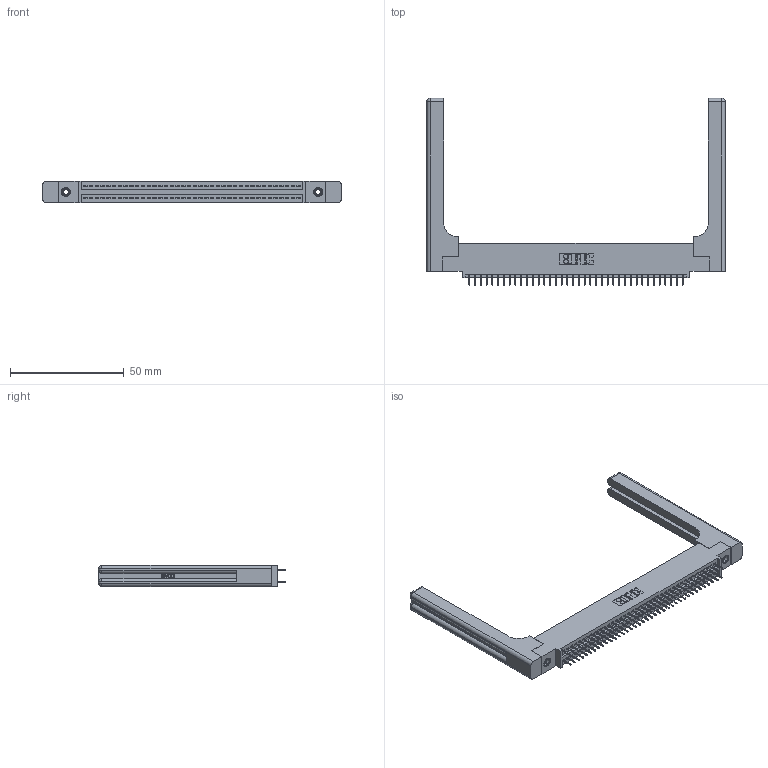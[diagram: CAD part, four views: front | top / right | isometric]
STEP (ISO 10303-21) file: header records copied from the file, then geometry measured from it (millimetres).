
FILE_DESCRIPTION (( 'STEP AP203' ), '1' );
FILE_NAME ('395-076-525-558.STEP', '2020-09-25T09:07:25', ( '' ), ( '' ), 'SwSTEP 2.0', 'SolidWorks 2020', '' );
FILE_SCHEMA (( 'CONFIG_CONTROL_DESIGN' ));
Length unit declared in the file: inch
Products named in the file (5): 345-220-058_345-220-058; 395-076-525-558; 345 Part_0.110 Offset - 0.156 Dia-TH; 345-250-001_345-250-001-102; 345-292-001_345-293-125
Assembly tree (81 placements, depth 2):
  395-076-525-558
    345 Part_0.110 Offset - 0.156 Dia-TH
    345-292-001_345-293-125  x76
    345-250-001_345-250-001-102  x2
    345-220-058_345-220-058  x2
Bounding box: 131.55 x 82.47 x 9.4 mm (x, y, z)
Volume: 21018.1 mm3; surface area: 23237.9 mm2
Topology: 81 solids, 81 shells, 4490 faces, 12647 edges, 8106 vertices
Faces by surface type: plane 3196, cylinder 1234, bspline 36, cone 12, sphere 8, torus 4
Entity records: 35742 total; most frequent: CARTESIAN_POINT 6989, ORIENTED_EDGE 5720, DIRECTION 5100, EDGE_CURVE 2860, LINE 2488, VECTOR 2488, VERTEX_POINT 1894, AXIS2_PLACEMENT_3D 1306
